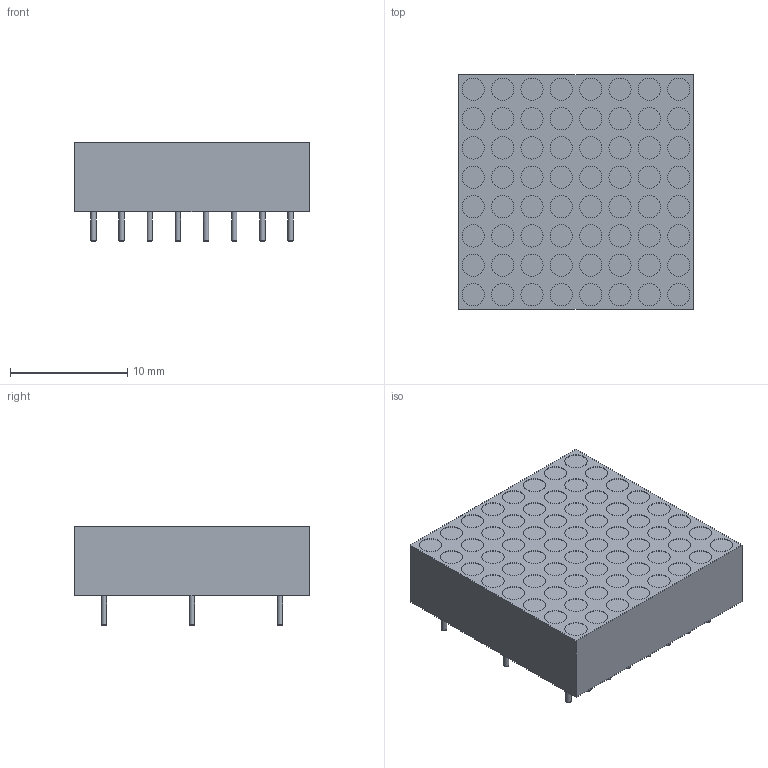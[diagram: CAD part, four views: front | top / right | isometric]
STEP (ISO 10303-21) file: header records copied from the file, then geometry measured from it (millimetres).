
FILE_DESCRIPTION(/* description */ (''),/* implementation_level */ '2;1');
FILE_NAME(/* name */ 'KEM-7088.step',/* time_stamp */ '2018-02-26T21:08:39+11:00',/* author */ ('greeegs'),/* organization */ (''),/* preprocessor_version */ 'ST-DEVELOPER v16.13',/* originating_system */ 'Autodesk Translation Framework v6.5.0.72',/* authorisation */ '');
FILE_SCHEMA (('AUTOMOTIVE_DESIGN { 1 0 10303 214 3 1 1 }'));
Length unit declared in the file: millimetre
Products named in the file (1): KEM-7088
Bounding box: 20 x 20 x 8.4 mm (x, y, z)
Volume: 2369.5 mm3; surface area: 5538.4 mm2
Topology: 65 solids, 65 shells, 398 faces, 564 edges, 384 vertices
Faces by surface type: plane 222, cylinder 152, torus 24
Full cylindrical faces by diameter (mm): 0.45 x24, 1.9 x128
Entity records: 8731 total; most frequent: DIRECTION 1762, CARTESIAN_POINT 1347, ORIENTED_EDGE 1128, AXIS2_PLACEMENT_3D 799, EDGE_CURVE 564, EDGE_LOOP 486, CIRCLE 400, FACE_OUTER_BOUND 398
